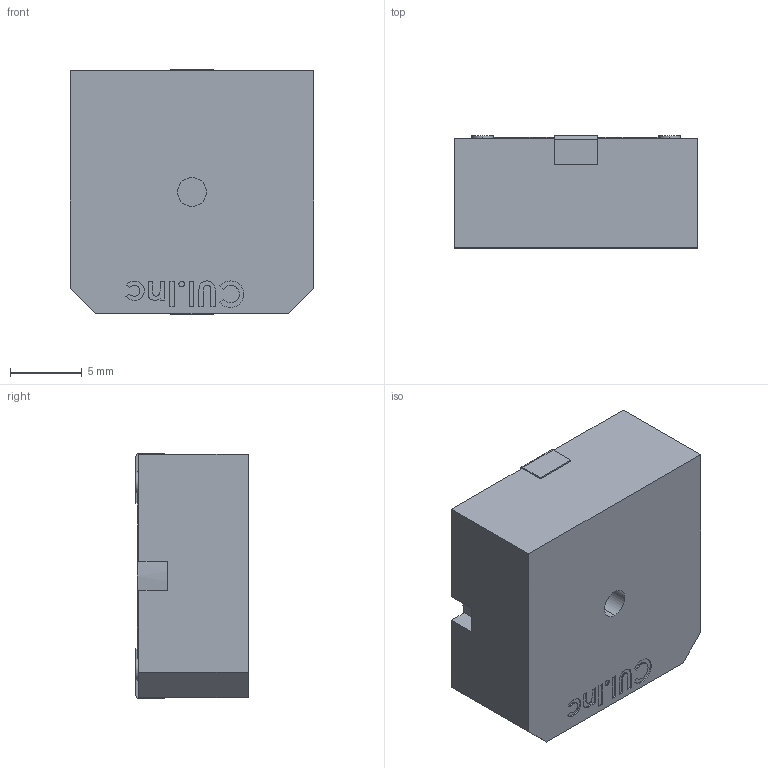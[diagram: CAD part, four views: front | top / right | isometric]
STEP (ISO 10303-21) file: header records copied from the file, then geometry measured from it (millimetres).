
FILE_DESCRIPTION (( 'STEP AP214' ), '1' );
FILE_NAME ('CUI_DEVICES_CMI-1240-SMT.step', '2019-10-20T21:19:45', ( '' ), ( '' ), 'SwSTEP 2.0', 'SolidWorks 2019', '' );
FILE_SCHEMA (( 'AUTOMOTIVE_DESIGN' ));
Length unit declared in the file: inch
Products named in the file (1): CUI_DEVICES_CMI-1240-SMT
Bounding box: 16.9 x 7.8 x 17.1 mm (x, y, z)
Volume: 2152.3 mm3; surface area: 1103.7 mm2
Topology: 1 solids, 1 shells, 120 faces, 312 edges, 208 vertices
Faces by surface type: plane 76, bspline 30, cylinder 14
Entity records: 6904 total; most frequent: CARTESIAN_POINT 2527, ORIENTED_EDGE 624, DIRECTION 466, EDGE_CURVE 312, LINE 220, VECTOR 220, VERTEX_POINT 208, EDGE_LOOP 134
